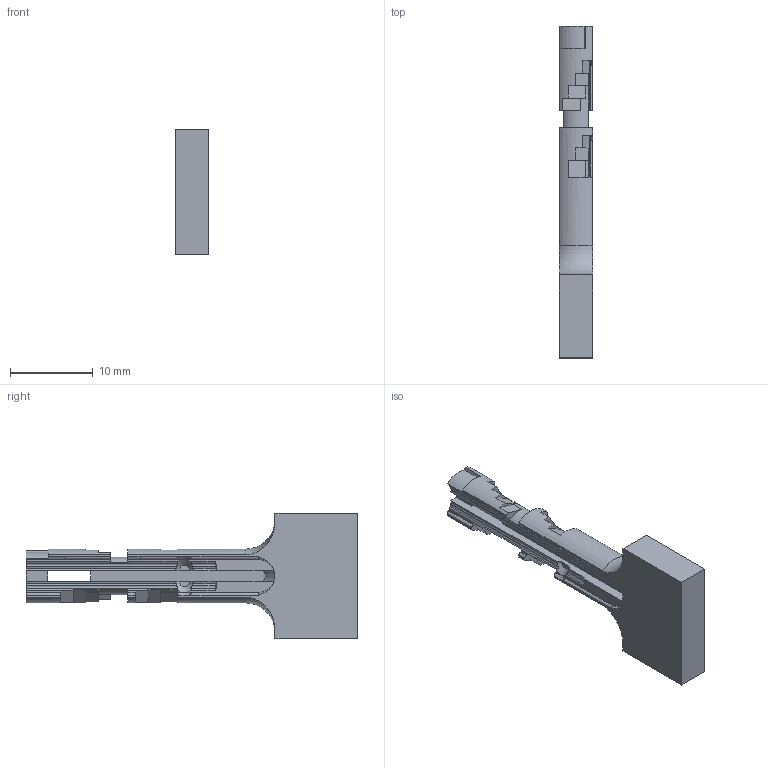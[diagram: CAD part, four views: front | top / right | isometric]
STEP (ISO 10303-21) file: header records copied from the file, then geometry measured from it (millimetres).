
FILE_DESCRIPTION(/* description */ ('','CAx-IF Rec.Pracs.---Representation and Presentation of Product Manufacturing Information (PMI)---4.0---2014-10-13'),/* implementation_level */ '2;1');
FILE_NAME(/* name */ 'easy.step',/* time_stamp */ '2024-12-21T14:36:55+01:00',/* author */ (''),/* organization */ (''),/* preprocessor_version */ 'ST-DEVELOPER v20',/* originating_system */ 'Autodesk Translation Framework v13.20.0.188',/* authorisation */ '');
FILE_SCHEMA (('AP242_MANAGED_MODEL_BASED_3D_ENGINEERING_MIM_LF { 1 0 10303 442 1 1 4 }'));
Length unit declared in the file: millimetre
Products named in the file (1): easy 4
Bounding box: 3.98 x 40 x 15.14 mm (x, y, z)
Volume: 1073.8 mm3; surface area: 1206 mm2
Topology: 1 solids, 1 shells, 193 faces, 560 edges, 367 vertices
Faces by surface type: plane 114, cylinder 51, cone 22, torus 6
Entity records: 6881 total; most frequent: CARTESIAN_POINT 1745, ORIENTED_EDGE 1120, DIRECTION 1042, EDGE_CURVE 560, VERTEX_POINT 367, AXIS2_PLACEMENT_3D 350, LINE 342, VECTOR 342
